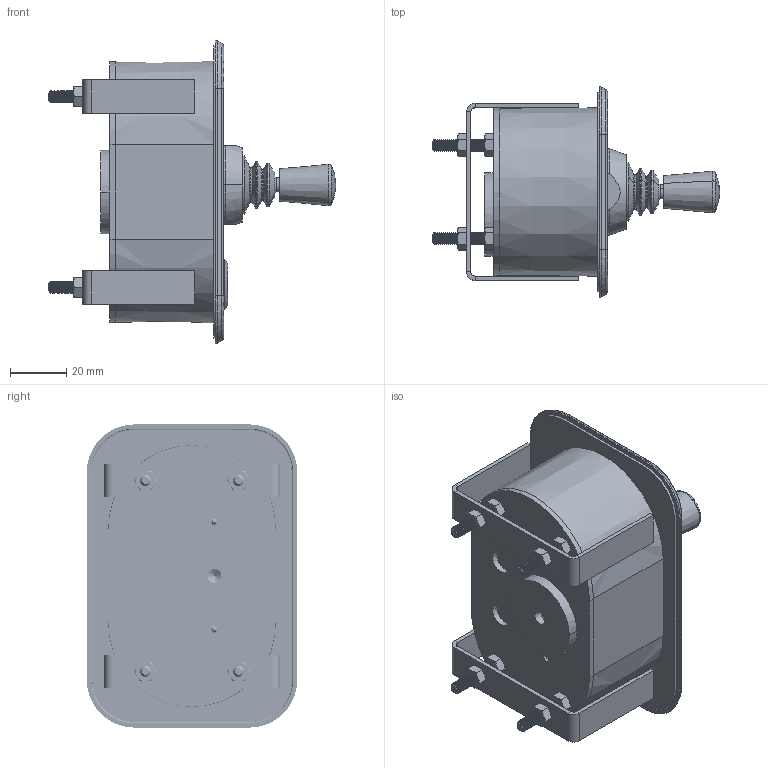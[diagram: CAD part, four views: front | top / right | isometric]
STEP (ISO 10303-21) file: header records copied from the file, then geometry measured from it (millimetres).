
FILE_DESCRIPTION(('CATIA V5 STEP Exchange','CAx-IF Rec.Pracs.--- Model Styling and Organization---1.4--- 2014-01-23'),'2;1');
FILE_NAME('75892-JOYSTICK-2DIRECTIONAL-A.stp','2025-04-02T07:02:53+00:00',('none'),('none'),'CATIA Version 5-6 Release 2016','CATIA V5 STEP AP214','none');
FILE_SCHEMA(('AUTOMOTIVE_DESIGN { 1 0 10303 214 1 1 1 1 }'));
Length unit declared in the file: millimetre
Products named in the file (1): 75892-JOYSTICK-2DIRECTIONAL-A
Bounding box: 102.5 x 75 x 108 mm (x, y, z)
Volume: 211162.2 mm3; surface area: 45113.6 mm2
Topology: 1 solids, 131 shells, 2460 faces, 7197 edges, 4917 vertices
Faces by surface type: plane 1061, bspline 657, cylinder 419, cone 216, torus 64, extrusion 37, sphere 6
Entity records: 141053 total; most frequent: CARTESIAN_POINT 86254, ORIENTED_EDGE 13745, EDGE_CURVE 7191, DIRECTION 6999, VERTEX_POINT 4917, VECTOR 3228, LINE 3191, B_SPLINE_CURVE_WITH_KNOTS 2894
